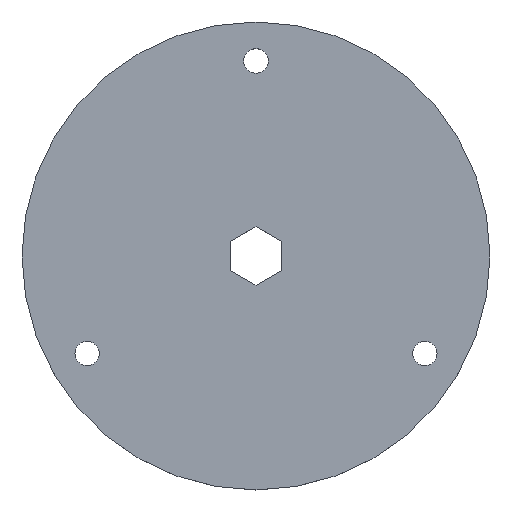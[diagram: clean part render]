
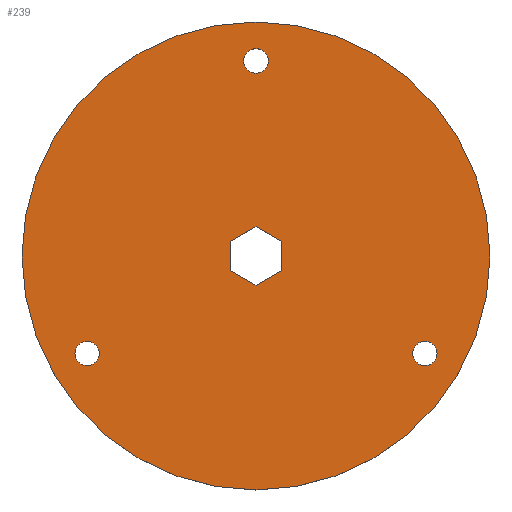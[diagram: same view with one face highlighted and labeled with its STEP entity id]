
A CAD part, top view. The second image highlights one B-rep face of the part: STEP entity #239.
In plain terms, the highlighted planar face has unit normal (0, 0, 1).
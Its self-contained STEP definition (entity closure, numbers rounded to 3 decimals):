
#15=FACE_BOUND('',#54,.T.);
#16=FACE_BOUND('',#55,.T.);
#17=FACE_BOUND('',#56,.T.);
#18=FACE_BOUND('',#57,.T.);
#29=PLANE('',#273);
#41=FACE_OUTER_BOUND('',#53,.T.);
#53=EDGE_LOOP('',(#205));
#54=EDGE_LOOP('',(#206,#207,#208,#209,#210,#211));
#55=EDGE_LOOP('',(#212));
#56=EDGE_LOOP('',(#213));
#57=EDGE_LOOP('',(#214));
#68=LINE('',#365,#90);
#71=LINE('',#371,#93);
#74=LINE('',#377,#96);
#77=LINE('',#383,#99);
#80=LINE('',#389,#102);
#83=LINE('',#393,#105);
#90=VECTOR('',#302,10.);
#93=VECTOR('',#307,10.);
#96=VECTOR('',#312,10.);
#99=VECTOR('',#317,10.);
#102=VECTOR('',#322,10.);
#105=VECTOR('',#327,10.);
#107=CIRCLE('',#256,1.25);
#109=CIRCLE('',#259,1.25);
#111=CIRCLE('',#262,1.25);
#113=CIRCLE('',#271,24.);
#115=VERTEX_POINT('',#341);
#117=VERTEX_POINT('',#347);
#119=VERTEX_POINT('',#353);
#123=VERTEX_POINT('',#362);
#124=VERTEX_POINT('',#364);
#126=VERTEX_POINT('',#370);
#128=VERTEX_POINT('',#376);
#130=VERTEX_POINT('',#382);
#132=VERTEX_POINT('',#388);
#133=VERTEX_POINT('',#395);
#135=EDGE_CURVE('',#115,#115,#107,.T.);
#138=EDGE_CURVE('',#117,#117,#109,.T.);
#141=EDGE_CURVE('',#119,#119,#111,.T.);
#146=EDGE_CURVE('',#124,#123,#68,.T.);
#149=EDGE_CURVE('',#126,#124,#71,.T.);
#152=EDGE_CURVE('',#128,#126,#74,.T.);
#155=EDGE_CURVE('',#130,#128,#77,.T.);
#158=EDGE_CURVE('',#132,#130,#80,.T.);
#161=EDGE_CURVE('',#123,#132,#83,.T.);
#162=EDGE_CURVE('',#133,#133,#113,.T.);
#205=ORIENTED_EDGE('',*,*,#162,.T.);
#206=ORIENTED_EDGE('',*,*,#161,.T.);
#207=ORIENTED_EDGE('',*,*,#158,.T.);
#208=ORIENTED_EDGE('',*,*,#155,.T.);
#209=ORIENTED_EDGE('',*,*,#152,.T.);
#210=ORIENTED_EDGE('',*,*,#149,.T.);
#211=ORIENTED_EDGE('',*,*,#146,.T.);
#212=ORIENTED_EDGE('',*,*,#141,.T.);
#213=ORIENTED_EDGE('',*,*,#138,.T.);
#214=ORIENTED_EDGE('',*,*,#135,.T.);
#239=ADVANCED_FACE('',(#41,#15,#16,#17,#18),#29,.T.);
#256=AXIS2_PLACEMENT_3D('',#342,#279,#280);
#259=AXIS2_PLACEMENT_3D('',#348,#286,#287);
#262=AXIS2_PLACEMENT_3D('',#354,#293,#294);
#271=AXIS2_PLACEMENT_3D('',#396,#330,#331);
#273=AXIS2_PLACEMENT_3D('',#400,#335,#336);
#279=DIRECTION('center_axis',(0.,0.,-1.));
#280=DIRECTION('ref_axis',(1.,0.,0.));
#286=DIRECTION('center_axis',(0.,0.,-1.));
#287=DIRECTION('ref_axis',(1.,0.,0.));
#293=DIRECTION('center_axis',(0.,0.,-1.));
#294=DIRECTION('ref_axis',(1.,0.,0.));
#302=DIRECTION('',(-0.866,0.5,0.));
#307=DIRECTION('',(-0.866,-0.5,0.));
#312=DIRECTION('',(0.,-1.,0.));
#317=DIRECTION('',(0.866,-0.5,0.));
#322=DIRECTION('',(0.866,0.5,0.));
#327=DIRECTION('',(0.,1.,0.));
#330=DIRECTION('center_axis',(0.,0.,1.));
#331=DIRECTION('ref_axis',(1.,0.,0.));
#335=DIRECTION('center_axis',(0.,0.,1.));
#336=DIRECTION('ref_axis',(1.,0.,0.));
#341=CARTESIAN_POINT('',(16.071,-10.,2.5));
#342=CARTESIAN_POINT('Origin',(17.321,-10.,2.5));
#347=CARTESIAN_POINT('',(-18.571,-10.,2.5));
#348=CARTESIAN_POINT('Origin',(-17.321,-10.,2.5));
#353=CARTESIAN_POINT('',(-1.25,20.,2.5));
#354=CARTESIAN_POINT('Origin',(0.,20.,2.5));
#362=CARTESIAN_POINT('',(-2.6,-1.501,2.5));
#364=CARTESIAN_POINT('',(0.,-3.002,2.5));
#365=CARTESIAN_POINT('',(-2.6,-1.501,2.5));
#370=CARTESIAN_POINT('',(2.6,-1.501,2.5));
#371=CARTESIAN_POINT('',(0.,-3.002,2.5));
#376=CARTESIAN_POINT('',(2.6,1.501,2.5));
#377=CARTESIAN_POINT('',(2.6,-1.501,2.5));
#382=CARTESIAN_POINT('',(0.,3.002,2.5));
#383=CARTESIAN_POINT('',(2.6,1.501,2.5));
#388=CARTESIAN_POINT('',(-2.6,1.501,2.5));
#389=CARTESIAN_POINT('',(0.,3.002,2.5));
#393=CARTESIAN_POINT('',(-2.6,1.501,2.5));
#395=CARTESIAN_POINT('',(-24.,0.,2.5));
#396=CARTESIAN_POINT('Origin',(0.,0.,2.5));
#400=CARTESIAN_POINT('Origin',(0.,0.,2.5));
